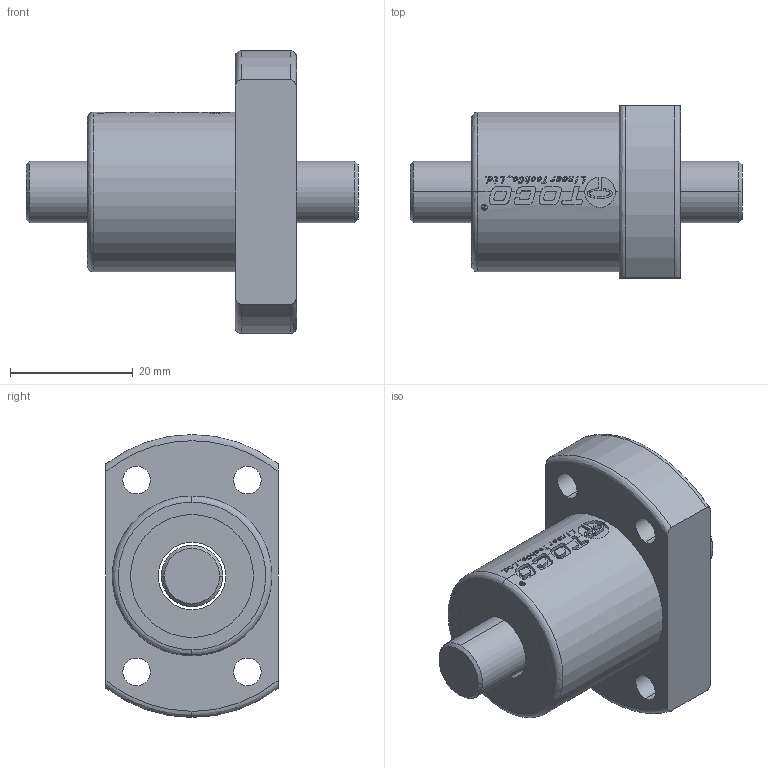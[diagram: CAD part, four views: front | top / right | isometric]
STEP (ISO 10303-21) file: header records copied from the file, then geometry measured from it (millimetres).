
FILE_DESCRIPTION (( 'STEP AP203' ), '1' );
FILE_NAME ('SFK01004.STEP', '2019-04-04T03:01:57', ( '' ), ( '' ), 'SwSTEP 2.0', 'SolidWorks 2015', '' );
FILE_SCHEMA (( 'CONFIG_CONTROL_DESIGN' ));
Length unit declared in the file: millimetre
Products named in the file (1): SFK01004
Bounding box: 54 x 28 x 46 mm (x, y, z)
Volume: 24456.8 mm3; surface area: 10779.4 mm2
Topology: 4 solids, 4 shells, 698 faces, 1965 edges, 1308 vertices
Faces by surface type: plane 612, cylinder 53, bspline 29, cone 4
Entity records: 24145 total; most frequent: CARTESIAN_POINT 7556, ORIENTED_EDGE 3930, DIRECTION 2861, EDGE_CURVE 1965, VERTEX_POINT 1308, VECTOR 1293, LINE 1293, AXIS2_PLACEMENT_3D 784
